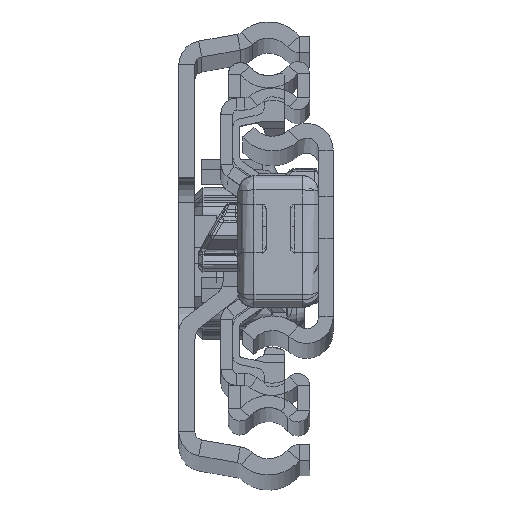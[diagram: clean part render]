
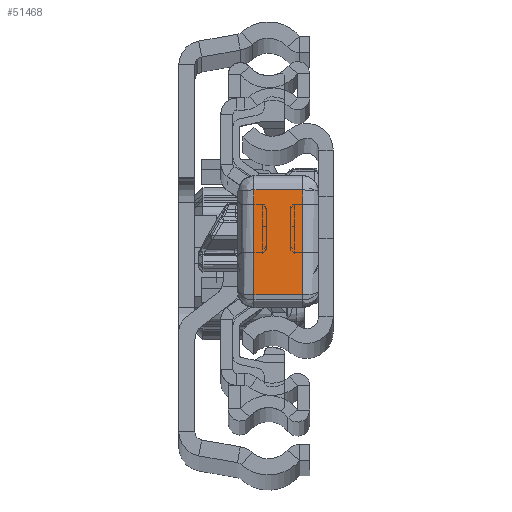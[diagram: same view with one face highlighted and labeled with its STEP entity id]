
A CAD part, top view. The second image highlights one B-rep face of the part: STEP entity #51468.
In plain terms, the highlighted face is planar.
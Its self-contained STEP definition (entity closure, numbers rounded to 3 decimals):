
#3934 = CARTESIAN_POINT ( 'NONE',  ( 39.636, 0., 5.5 ) ) ;
#8575 = DIRECTION ( 'NONE',  ( 0., -1., 0. ) ) ;
#8646 = DIRECTION ( 'NONE',  ( 0., 0., -1. ) ) ;
#11002 = VERTEX_POINT ( 'NONE', #59441 ) ;
#11921 = CARTESIAN_POINT ( 'NONE',  ( 39.636, -12.609, 5.5 ) ) ;
#12623 = CARTESIAN_POINT ( 'NONE',  ( 39.636, 0.361, 5.5 ) ) ;
#14359 = VECTOR ( 'NONE', #62535, 1000. ) ;
#14845 = EDGE_CURVE ( 'NONE', #11002, #49778, #15629, .T. ) ;
#15308 = VERTEX_POINT ( 'NONE', #26373 ) ;
#15629 = LINE ( 'NONE', #56451, #29900 ) ;
#17872 = EDGE_CURVE ( 'NONE', #44549, #15308, #27869, .T. ) ;
#19021 = ORIENTED_EDGE ( 'NONE', *, *, #17872, .T. ) ;
#19046 = ORIENTED_EDGE ( 'NONE', *, *, #43251, .T. ) ;
#19918 = ORIENTED_EDGE ( 'NONE', *, *, #14845, .T. ) ;
#21567 = AXIS2_PLACEMENT_3D ( 'NONE', #3934, #54867, #8646 ) ;
#23451 = DIRECTION ( 'NONE',  ( 0., 0., 1. ) ) ;
#23999 = VECTOR ( 'NONE', #23451, 1000. ) ;
#25382 = EDGE_LOOP ( 'NONE', ( #19918, #19046, #19021, #62631 ) ) ;
#26373 = CARTESIAN_POINT ( 'NONE',  ( 39.636, -12.609, 8. ) ) ;
#27869 = LINE ( 'NONE', #49423, #61387 ) ;
#29519 = DIRECTION ( 'NONE',  ( 0., 1., 0. ) ) ;
#29900 = VECTOR ( 'NONE', #29519, 1000. ) ;
#35313 = FACE_OUTER_BOUND ( 'NONE', #25382, .T. ) ;
#38282 = LINE ( 'NONE', #12623, #23999 ) ;
#43251 = EDGE_CURVE ( 'NONE', #49778, #44549, #38282, .T. ) ;
#44549 = VERTEX_POINT ( 'NONE', #55559 ) ;
#49423 = CARTESIAN_POINT ( 'NONE',  ( 39.636, 0., 8. ) ) ;
#49778 = VERTEX_POINT ( 'NONE', #60718 ) ;
#50160 = PLANE ( 'NONE',  #21567 ) ;
#51468 = ADVANCED_FACE ( 'NONE', ( #35313 ), #50160, .F. ) ;
#54867 = DIRECTION ( 'NONE',  ( -1., 0., 0. ) ) ;
#55559 = CARTESIAN_POINT ( 'NONE',  ( 39.636, 0.361, 8. ) ) ;
#56451 = CARTESIAN_POINT ( 'NONE',  ( 39.636, 0., 2. ) ) ;
#59441 = CARTESIAN_POINT ( 'NONE',  ( 39.636, -12.609, 2. ) ) ;
#60718 = CARTESIAN_POINT ( 'NONE',  ( 39.636, 0.361, 2. ) ) ;
#61387 = VECTOR ( 'NONE', #8575, 1000. ) ;
#62535 = DIRECTION ( 'NONE',  ( 0., 0., -1. ) ) ;
#62631 = ORIENTED_EDGE ( 'NONE', *, *, #65524, .T. ) ;
#63210 = LINE ( 'NONE', #11921, #14359 ) ;
#65524 = EDGE_CURVE ( 'NONE', #15308, #11002, #63210, .T. ) ;
